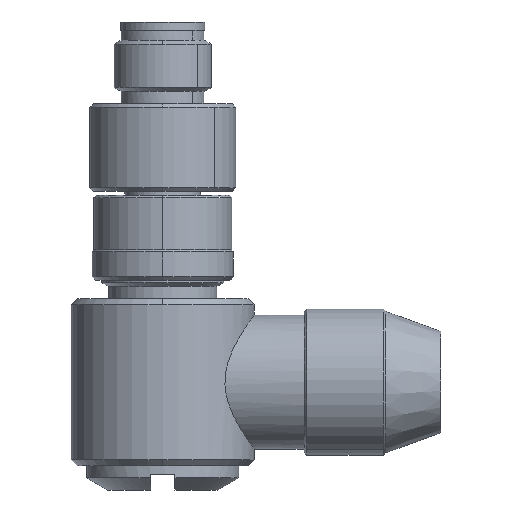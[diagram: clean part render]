
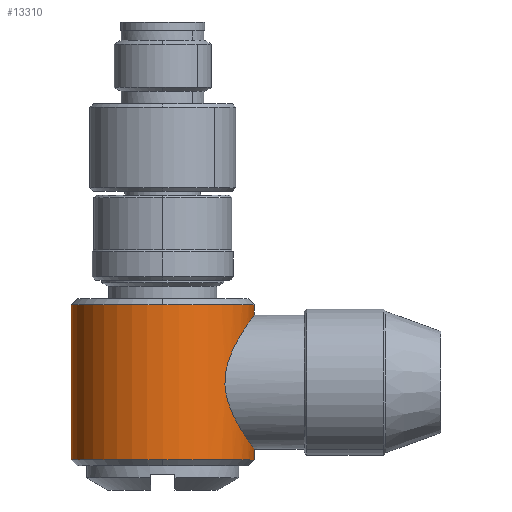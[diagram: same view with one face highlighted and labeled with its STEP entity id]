
A CAD part, left-side view. The second image highlights one B-rep face of the part: STEP entity #13310.
In plain terms, the highlighted cylindrical face has radius 7.5 mm (diameter 15 mm), a partial arc.
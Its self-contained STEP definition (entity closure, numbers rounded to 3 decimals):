
#12390=CARTESIAN_POINT('',(0.,0.,0.));
#12400=DIRECTION('',(1.,0.,0.));
#12410=DIRECTION('',(0.,0.,-1.));
#12420=AXIS2_PLACEMENT_3D('',#12390,#12400,#12410);
#12430=CYLINDRICAL_SURFACE('',#12420,7.5);
#12440=CARTESIAN_POINT('',(19.5,0.,0.));
#12450=DIRECTION('',(-1.,0.,0.));
#12460=DIRECTION('',(0.,0.,-1.));
#12470=AXIS2_PLACEMENT_3D('',#12440,#12450,#12460);
#12480=CIRCLE('',#12470,7.5);
#12490=CARTESIAN_POINT('',(19.5,0.,7.5));
#12500=VERTEX_POINT('',#12490);
#12510=CARTESIAN_POINT('',(19.5,7.5,0.));
#12520=VERTEX_POINT('',#12510);
#12530=EDGE_CURVE('',#12500,#12520,#12480,.T.);
#12540=ORIENTED_EDGE('',*,*,#12530,.T.);
#12550=CARTESIAN_POINT('',(0.,0.,7.5));
#12560=DIRECTION('',(1.,0.,0.));
#12570=VECTOR('',#12560,1.);
#12580=LINE('',#12550,#12570);
#12590=CARTESIAN_POINT('',(6.8,0.,7.5));
#12600=VERTEX_POINT('',#12590);
#12610=EDGE_CURVE('',#12600,#12500,#12580,.T.);
#12620=ORIENTED_EDGE('',*,*,#12610,.T.);
#12630=CARTESIAN_POINT('',(6.8,0.,0.));
#12640=DIRECTION('',(1.,0.,0.));
#12650=DIRECTION('',(0.,0.,-1.));
#12660=AXIS2_PLACEMENT_3D('',#12630,#12640,#12650);
#12670=CIRCLE('',#12660,7.5);
#12680=CARTESIAN_POINT('',(6.8,7.5,
0.));
#12690=VERTEX_POINT('',#12680);
#12700=EDGE_CURVE('',#12690,#12600,#12670,.T.);
#12710=ORIENTED_EDGE('',*,*,#12700,.T.);
#12720=CARTESIAN_POINT('',(6.8,0.,-7.5));
#12730=VERTEX_POINT('',#12720);
#12740=EDGE_CURVE('',#12730,#12690,#12670,.T.);
#12750=ORIENTED_EDGE('',*,*,#12740,.T.);
#12760=CARTESIAN_POINT('',(0.,0.,-7.5));
#12770=DIRECTION('',(1.,0.,0.));
#12780=VECTOR('',#12770,1.);
#12790=LINE('',#12760,#12780);
#12800=CARTESIAN_POINT('',(7.65,0.,-7.5));
#12810=VERTEX_POINT('',#12800);
#12820=EDGE_CURVE('',#12730,#12810,#12790,.T.);
#12830=ORIENTED_EDGE('',*,*,#12820,.F.);
#12840=CARTESIAN_POINT('',(7.65,0.76,-7.5));
#12850=CARTESIAN_POINT('',(7.65,-0.76,-7.5));
#12860=CARTESIAN_POINT('',(7.81,-1.503,
-7.381));
#12870=CARTESIAN_POINT('',(8.38,-2.832,
-6.979));
#12880=CARTESIAN_POINT('',(8.788,-3.421,
-6.699));
#12890=CARTESIAN_POINT('',(9.77,-4.394,
-6.105));
#12900=CARTESIAN_POINT('',(10.343,-4.783,
-5.789));
#12910=CARTESIAN_POINT('',(11.647,-5.338,
-5.282));
#12920=CARTESIAN_POINT('',(12.396,-5.499,
-5.1));
#12930=CARTESIAN_POINT('',(13.895,-5.501,
-5.098));
#12940=CARTESIAN_POINT('',(14.636,-5.343,
-5.277));
#12950=CARTESIAN_POINT('',(15.946,-4.789,
-5.784));
#12960=CARTESIAN_POINT('',(16.517,-4.404,
-6.097));
#12970=CARTESIAN_POINT('',(17.507,-3.428,
-6.695));
#12980=CARTESIAN_POINT('',(17.907,-2.855,
-6.971));
#12990=CARTESIAN_POINT('',(18.488,-1.514,
-7.379));
#13000=CARTESIAN_POINT('',(18.648,-0.766,
-7.498));
#13010=CARTESIAN_POINT('',(18.652,0.732,
-7.502));
#13020=CARTESIAN_POINT('',(18.496,1.483,
-7.385));
#13030=CARTESIAN_POINT('',(17.925,2.826,
-6.982));
#13040=CARTESIAN_POINT('',(17.516,3.415,
-6.702));
#13050=CARTESIAN_POINT('',(16.535,4.39,
-6.108));
#13060=CARTESIAN_POINT('',(15.956,4.783,
-5.789));
#13070=CARTESIAN_POINT('',(14.656,5.337,
-5.283));
#13080=CARTESIAN_POINT('',(13.917,5.499,
-5.1));
#13090=CARTESIAN_POINT('',(12.395,5.501,
-5.098));
#13100=CARTESIAN_POINT('',(11.657,5.34,
-5.279));
#13110=CARTESIAN_POINT('',(10.355,4.789,
-5.784));
#13120=CARTESIAN_POINT('',(9.776,4.398,
-6.102));
#13130=CARTESIAN_POINT('',(8.795,3.43,
-6.694));
#13140=CARTESIAN_POINT('',(8.387,2.844,
-6.975));
#13150=CARTESIAN_POINT('',(7.811,1.508,
-7.38));
#13160=CARTESIAN_POINT('',(7.65,0.76,-7.5));
#13170=CARTESIAN_POINT('',(7.65,-0.76,-7.5));
#13180=B_SPLINE_CURVE_WITH_KNOTS('',3,(#12840,#12850,#12860,#12870,
#12880,#12890,#12900,#12910,#12920,#12930,#12940,#12950,#12960,#12970,
#12980,#12990,#13000,#13010,#13020,#13030,#13040,#13050,#13060,#13070,
#13080,#13090,#13100,#13110,#13120,#13130,#13140,#13150,#13160,#13170),
.UNSPECIFIED.,.T.,.F.,(1,1,2,2,2,2,2,2,2,2,2,2,2,2,2,2,2,2,2,2),(-0.063
,-0.062,0.,0.063,0.125,0.188,0.25,0.313,0.375,0.438,0.5
,0.563,0.625,0.688,0.75,0.813,0.875,0.938,1.,1.063),.UNSPECIFIED.);
#13190=CARTESIAN_POINT('',(18.65,0.,-7.5));
#13200=VERTEX_POINT('',#13190);
#13210=EDGE_CURVE('',#13200,#12810,#13180,.T.);
#13220=ORIENTED_EDGE('',*,*,#13210,.T.);
#13230=CARTESIAN_POINT('',(19.5,0.,-7.5));
#13240=VERTEX_POINT('',#13230);
#13250=EDGE_CURVE('',#13200,#13240,#12790,.T.);
#13260=ORIENTED_EDGE('',*,*,#13250,.F.);
#13270=EDGE_CURVE('',#12520,#13240,#12480,.T.);
#13280=ORIENTED_EDGE('',*,*,#13270,.T.);
#13290=EDGE_LOOP('',(#13280,#13260,#13220,#12830,#12750,#12710,#12620,
#12540));
#13300=FACE_OUTER_BOUND('',#13290,.T.);
#13310=ADVANCED_FACE('',(#13300),#12430,.T.);
